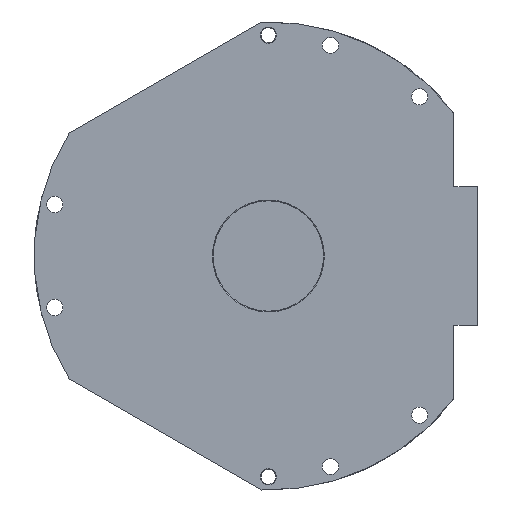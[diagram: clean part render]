
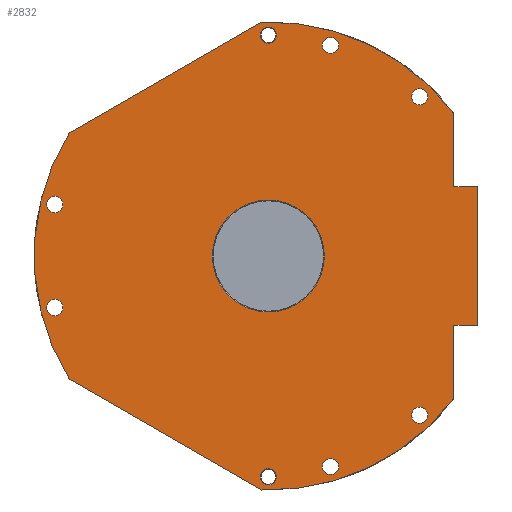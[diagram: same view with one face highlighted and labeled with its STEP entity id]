
A CAD part, front view. The second image highlights one B-rep face of the part: STEP entity #2832.
In plain terms, the highlighted planar face has unit normal (0, -1, 0).
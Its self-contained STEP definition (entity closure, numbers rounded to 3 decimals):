
#158=PLANE('',#3157);
#362=LINE('',#4894,#594);
#363=LINE('',#4896,#595);
#364=LINE('',#4898,#596);
#365=LINE('',#4900,#597);
#366=LINE('',#4902,#598);
#367=LINE('',#4903,#599);
#368=LINE('',#4904,#600);
#594=VECTOR('',#3802,150.745);
#595=VECTOR('',#3803,49.979);
#596=VECTOR('',#3804,16.);
#597=VECTOR('',#3805,94.);
#598=VECTOR('',#3806,16.);
#599=VECTOR('',#3807,49.979);
#600=VECTOR('',#3808,150.745);
#729=FACE_BOUND('',#1065,.T.);
#730=FACE_BOUND('',#1066,.T.);
#731=FACE_BOUND('',#1067,.T.);
#732=FACE_BOUND('',#1068,.T.);
#733=FACE_BOUND('',#1069,.T.);
#734=FACE_BOUND('',#1070,.T.);
#735=FACE_BOUND('',#1071,.T.);
#736=FACE_BOUND('',#1072,.T.);
#737=FACE_BOUND('',#1073,.T.);
#876=FACE_OUTER_BOUND('',#1064,.T.);
#1064=EDGE_LOOP('',(#2435,#2436,#2437,#2438,#2439,#2440,#2441,#2442,#2443,
#2444));
#1065=EDGE_LOOP('',(#2445));
#1066=EDGE_LOOP('',(#2446));
#1067=EDGE_LOOP('',(#2447));
#1068=EDGE_LOOP('',(#2448));
#1069=EDGE_LOOP('',(#2449));
#1070=EDGE_LOOP('',(#2450));
#1071=EDGE_LOOP('',(#2451));
#1072=EDGE_LOOP('',(#2452));
#1073=EDGE_LOOP('',(#2453));
#1248=CIRCLE('',#3143,159.);
#1250=CIRCLE('',#3146,159.);
#1256=CIRCLE('',#3156,38.);
#1257=CIRCLE('',#3158,159.);
#1258=CIRCLE('',#3159,5.5);
#1259=CIRCLE('',#3160,5.5);
#1260=CIRCLE('',#3161,5.5);
#1261=CIRCLE('',#3162,5.5);
#1262=CIRCLE('',#3163,5.5);
#1263=CIRCLE('',#3164,5.5);
#1264=CIRCLE('',#3165,5.5);
#1265=CIRCLE('',#3166,5.5);
#1476=VERTEX_POINT('',#4847);
#1477=VERTEX_POINT('',#4849);
#1479=VERTEX_POINT('',#4855);
#1480=VERTEX_POINT('',#4857);
#1487=VERTEX_POINT('',#4888);
#1488=VERTEX_POINT('',#4891);
#1489=VERTEX_POINT('',#4892);
#1490=VERTEX_POINT('',#4895);
#1491=VERTEX_POINT('',#4897);
#1492=VERTEX_POINT('',#4899);
#1493=VERTEX_POINT('',#4901);
#1494=VERTEX_POINT('',#4905);
#1495=VERTEX_POINT('',#4907);
#1496=VERTEX_POINT('',#4909);
#1497=VERTEX_POINT('',#4911);
#1498=VERTEX_POINT('',#4913);
#1499=VERTEX_POINT('',#4915);
#1500=VERTEX_POINT('',#4917);
#1501=VERTEX_POINT('',#4919);
#1826=EDGE_CURVE('',#1476,#1477,#1248,.T.);
#1830=EDGE_CURVE('',#1479,#1480,#1250,.T.);
#1841=EDGE_CURVE('',#1487,#1487,#1256,.T.);
#1842=EDGE_CURVE('',#1488,#1489,#1257,.T.);
#1843=EDGE_CURVE('',#1477,#1488,#362,.T.);
#1844=EDGE_CURVE('',#1490,#1476,#363,.T.);
#1845=EDGE_CURVE('',#1491,#1490,#364,.T.);
#1846=EDGE_CURVE('',#1492,#1491,#365,.T.);
#1847=EDGE_CURVE('',#1493,#1492,#366,.T.);
#1848=EDGE_CURVE('',#1480,#1493,#367,.T.);
#1849=EDGE_CURVE('',#1489,#1479,#368,.T.);
#1850=EDGE_CURVE('',#1494,#1494,#1258,.T.);
#1851=EDGE_CURVE('',#1495,#1495,#1259,.T.);
#1852=EDGE_CURVE('',#1496,#1496,#1260,.T.);
#1853=EDGE_CURVE('',#1497,#1497,#1261,.T.);
#1854=EDGE_CURVE('',#1498,#1498,#1262,.T.);
#1855=EDGE_CURVE('',#1499,#1499,#1263,.T.);
#1856=EDGE_CURVE('',#1500,#1500,#1264,.T.);
#1857=EDGE_CURVE('',#1501,#1501,#1265,.T.);
#2435=ORIENTED_EDGE('',*,*,#1842,.F.);
#2436=ORIENTED_EDGE('',*,*,#1843,.F.);
#2437=ORIENTED_EDGE('',*,*,#1826,.F.);
#2438=ORIENTED_EDGE('',*,*,#1844,.F.);
#2439=ORIENTED_EDGE('',*,*,#1845,.F.);
#2440=ORIENTED_EDGE('',*,*,#1846,.F.);
#2441=ORIENTED_EDGE('',*,*,#1847,.F.);
#2442=ORIENTED_EDGE('',*,*,#1848,.F.);
#2443=ORIENTED_EDGE('',*,*,#1830,.F.);
#2444=ORIENTED_EDGE('',*,*,#1849,.F.);
#2445=ORIENTED_EDGE('',*,*,#1850,.F.);
#2446=ORIENTED_EDGE('',*,*,#1851,.T.);
#2447=ORIENTED_EDGE('',*,*,#1852,.T.);
#2448=ORIENTED_EDGE('',*,*,#1853,.T.);
#2449=ORIENTED_EDGE('',*,*,#1854,.T.);
#2450=ORIENTED_EDGE('',*,*,#1855,.T.);
#2451=ORIENTED_EDGE('',*,*,#1856,.T.);
#2452=ORIENTED_EDGE('',*,*,#1857,.F.);
#2453=ORIENTED_EDGE('',*,*,#1841,.F.);
#2832=ADVANCED_FACE('',(#876,#729,#730,#731,#732,#733,#734,#735,#736,#737),
#158,.F.);
#3143=AXIS2_PLACEMENT_3D('',#4850,#3764,#3765);
#3146=AXIS2_PLACEMENT_3D('',#4858,#3772,#3773);
#3156=AXIS2_PLACEMENT_3D('',#4889,#3796,#3797);
#3157=AXIS2_PLACEMENT_3D('',#4890,#3798,#3799);
#3158=AXIS2_PLACEMENT_3D('',#4893,#3800,#3801);
#3159=AXIS2_PLACEMENT_3D('',#4906,#3809,#3810);
#3160=AXIS2_PLACEMENT_3D('',#4908,#3811,#3812);
#3161=AXIS2_PLACEMENT_3D('',#4910,#3813,#3814);
#3162=AXIS2_PLACEMENT_3D('',#4912,#3815,#3816);
#3163=AXIS2_PLACEMENT_3D('',#4914,#3817,#3818);
#3164=AXIS2_PLACEMENT_3D('',#4916,#3819,#3820);
#3165=AXIS2_PLACEMENT_3D('',#4918,#3821,#3822);
#3166=AXIS2_PLACEMENT_3D('',#4920,#3823,#3824);
#3764=DIRECTION('center_axis',(0.,1.,0.));
#3765=DIRECTION('ref_axis',(0.792,0.,-0.61));
#3772=DIRECTION('center_axis',(0.,1.,0.));
#3773=DIRECTION('ref_axis',(-0.03,0.,1.));
#3796=DIRECTION('center_axis',(0.,-1.,0.));
#3797=DIRECTION('ref_axis',(-1.,0.,0.));
#3798=DIRECTION('center_axis',(0.,1.,0.));
#3799=DIRECTION('ref_axis',(0.,0.,1.));
#3800=DIRECTION('center_axis',(0.,1.,0.));
#3801=DIRECTION('ref_axis',(-0.851,0.,-0.526));
#3802=DIRECTION('',(-0.866,0.,0.5));
#3803=DIRECTION('',(0.,0.,-1.));
#3804=DIRECTION('',(-1.,0.,0.));
#3805=DIRECTION('',(0.,0.,-1.));
#3806=DIRECTION('',(1.,0.,0.));
#3807=DIRECTION('',(0.,0.,-1.));
#3808=DIRECTION('',(0.866,0.,0.5));
#3809=DIRECTION('center_axis',(0.,-1.,0.));
#3810=DIRECTION('ref_axis',(1.,0.,0.));
#3811=DIRECTION('center_axis',(0.,1.,0.));
#3812=DIRECTION('ref_axis',(1.,0.,0.));
#3813=DIRECTION('center_axis',(0.,1.,0.));
#3814=DIRECTION('ref_axis',(1.,0.,0.));
#3815=DIRECTION('center_axis',(0.,1.,0.));
#3816=DIRECTION('ref_axis',(1.,0.,0.));
#3817=DIRECTION('center_axis',(0.,1.,0.));
#3818=DIRECTION('ref_axis',(1.,0.,0.));
#3819=DIRECTION('center_axis',(0.,1.,0.));
#3820=DIRECTION('ref_axis',(1.,0.,0.));
#3821=DIRECTION('center_axis',(0.,1.,0.));
#3822=DIRECTION('ref_axis',(1.,0.,0.));
#3823=DIRECTION('center_axis',(0.,-1.,0.));
#3824=DIRECTION('ref_axis',(1.,0.,0.));
#4847=CARTESIAN_POINT('',(126.,0.,-96.979));
#4849=CARTESIAN_POINT('',(-4.726,0.,-158.93));
#4850=CARTESIAN_POINT('Origin',(0.,0.,0.));
#4855=CARTESIAN_POINT('',(-4.726,0.,158.93));
#4857=CARTESIAN_POINT('',(126.,0.,96.979));
#4858=CARTESIAN_POINT('Origin',(0.,0.,0.));
#4888=CARTESIAN_POINT('',(38.,0.,0.));
#4889=CARTESIAN_POINT('Origin',(0.,0.,0.));
#4890=CARTESIAN_POINT('Origin',(2.374,0.,0.));
#4891=CARTESIAN_POINT('',(-135.274,0.,-83.557));
#4892=CARTESIAN_POINT('',(-135.274,0.,83.557));
#4893=CARTESIAN_POINT('Origin',(0.,0.,0.));
#4894=CARTESIAN_POINT('',(-4.726,0.,-158.93));
#4895=CARTESIAN_POINT('',(126.,0.,-47.));
#4896=CARTESIAN_POINT('',(126.,0.,-47.));
#4897=CARTESIAN_POINT('',(142.,0.,-47.));
#4898=CARTESIAN_POINT('',(142.,0.,-47.));
#4899=CARTESIAN_POINT('',(142.,0.,47.));
#4900=CARTESIAN_POINT('',(142.,0.,47.));
#4901=CARTESIAN_POINT('',(126.,0.,47.));
#4902=CARTESIAN_POINT('',(126.,0.,47.));
#4903=CARTESIAN_POINT('',(126.,0.,96.979));
#4904=CARTESIAN_POINT('',(-135.274,0.,83.557));
#4905=CARTESIAN_POINT('',(-5.5,0.,-150.));
#4906=CARTESIAN_POINT('Origin',(0.,0.,-150.));
#4907=CARTESIAN_POINT('',(36.689,0.,-143.074));
#4908=CARTESIAN_POINT('Origin',(42.189,0.,-143.074));
#4909=CARTESIAN_POINT('',(97.311,0.,-108.074));
#4910=CARTESIAN_POINT('Origin',(102.811,0.,-108.074));
#4911=CARTESIAN_POINT('',(97.311,0.,108.074));
#4912=CARTESIAN_POINT('Origin',(102.811,0.,108.074));
#4913=CARTESIAN_POINT('',(-150.5,0.,-35.));
#4914=CARTESIAN_POINT('Origin',(-145.,0.,-35.));
#4915=CARTESIAN_POINT('',(-150.5,0.,35.));
#4916=CARTESIAN_POINT('Origin',(-145.,0.,35.));
#4917=CARTESIAN_POINT('',(36.689,0.,143.074));
#4918=CARTESIAN_POINT('Origin',(42.189,0.,143.074));
#4919=CARTESIAN_POINT('',(-5.5,0.,150.));
#4920=CARTESIAN_POINT('Origin',(0.,0.,150.));
